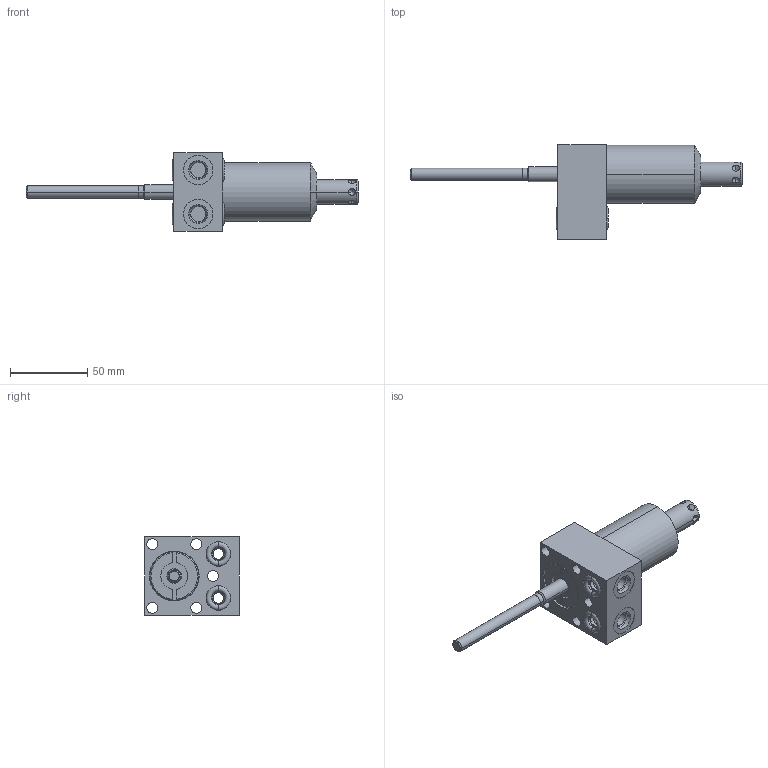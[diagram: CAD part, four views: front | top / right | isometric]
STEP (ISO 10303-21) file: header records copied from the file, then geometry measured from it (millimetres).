
FILE_DESCRIPTION((''),'2;1');
FILE_NAME('ILC14220901RPR','2018-06-12T',('act'),(''),'PRO/ENGINEER BY PARAMETRIC TECHNOLOGY CORPORATION, 2013320','PRO/ENGINEER BY PARAMETRIC TECHNOLOGY CORPORATION, 2013320','');
FILE_SCHEMA(('AUTOMOTIVE_DESIGN { 1 0 10303 214 1 1 1 1 }'));
Length unit declared in the file: inch
Products named in the file (1): ILC14220901RPR
Bounding box: 215.34 x 61.11 x 50.8 mm (x, y, z)
Volume: 162710.3 mm3; surface area: 34036.4 mm2
Topology: 5 solids, 7 shells, 145 faces, 344 edges, 203 vertices
Faces by surface type: cylinder 54, cone 46, plane 27, torus 18
Entity records: 5764 total; most frequent: CARTESIAN_POINT 982, DIRECTION 774, ORIENTED_EDGE 652, PRESENTATION_STYLE_ASSIGNMENT 365, STYLED_ITEM 337, CURVE_STYLE 330, EDGE_CURVE 330, AXIS2_PLACEMENT_3D 322
